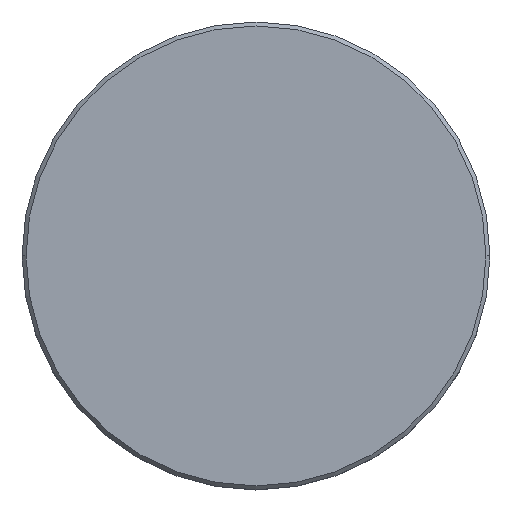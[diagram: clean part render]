
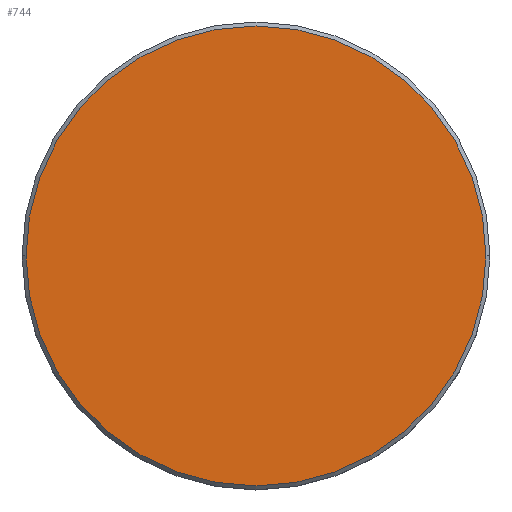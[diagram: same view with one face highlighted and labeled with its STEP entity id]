
A CAD part, top view. The second image highlights one B-rep face of the part: STEP entity #744.
In plain terms, the highlighted planar face has unit normal (0, 0, 1).
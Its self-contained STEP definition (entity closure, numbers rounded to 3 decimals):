
#88 = DIRECTION ( 'NONE',  ( 1., 0., 0. ) ) ;
#126 = EDGE_CURVE ( 'NONE', #214, #427, #904, .T. ) ;
#134 = CARTESIAN_POINT ( 'NONE',  ( 29., 0., 0. ) ) ;
#148 = AXIS2_PLACEMENT_3D ( 'NONE', #1071, #235, #1157 ) ;
#173 = FACE_OUTER_BOUND ( 'NONE', #714, .T. ) ;
#214 = VERTEX_POINT ( 'NONE', #622 ) ;
#225 = DIRECTION ( 'NONE',  ( 0., 0., 1. ) ) ;
#235 = DIRECTION ( 'NONE',  ( 0., 0., 1. ) ) ;
#427 = VERTEX_POINT ( 'NONE', #134 ) ;
#438 = ORIENTED_EDGE ( 'NONE', *, *, #956, .T. ) ;
#544 = PLANE ( 'NONE',  #720 ) ;
#620 = CARTESIAN_POINT ( 'NONE',  ( 0., 0., 0. ) ) ;
#622 = CARTESIAN_POINT ( 'NONE',  ( -29., 0., 0. ) ) ;
#639 = DIRECTION ( 'NONE',  ( 0., 0., 1. ) ) ;
#686 = DIRECTION ( 'NONE',  ( 1., 0., 0. ) ) ;
#714 = EDGE_LOOP ( 'NONE', ( #832, #438 ) ) ;
#720 = AXIS2_PLACEMENT_3D ( 'NONE', #620, #639, #88 ) ;
#744 = ADVANCED_FACE ( 'NONE', ( #173 ), #544, .T. ) ;
#832 = ORIENTED_EDGE ( 'NONE', *, *, #126, .T. ) ;
#868 = CARTESIAN_POINT ( 'NONE',  ( 0., 0., 0. ) ) ;
#904 = CIRCLE ( 'NONE', #148, 29. ) ;
#956 = EDGE_CURVE ( 'NONE', #427, #214, #1132, .T. ) ;
#1064 = AXIS2_PLACEMENT_3D ( 'NONE', #868, #225, #686 ) ;
#1071 = CARTESIAN_POINT ( 'NONE',  ( 0., 0., 0. ) ) ;
#1132 = CIRCLE ( 'NONE', #1064, 29. ) ;
#1157 = DIRECTION ( 'NONE',  ( 1., 0., 0. ) ) ;
